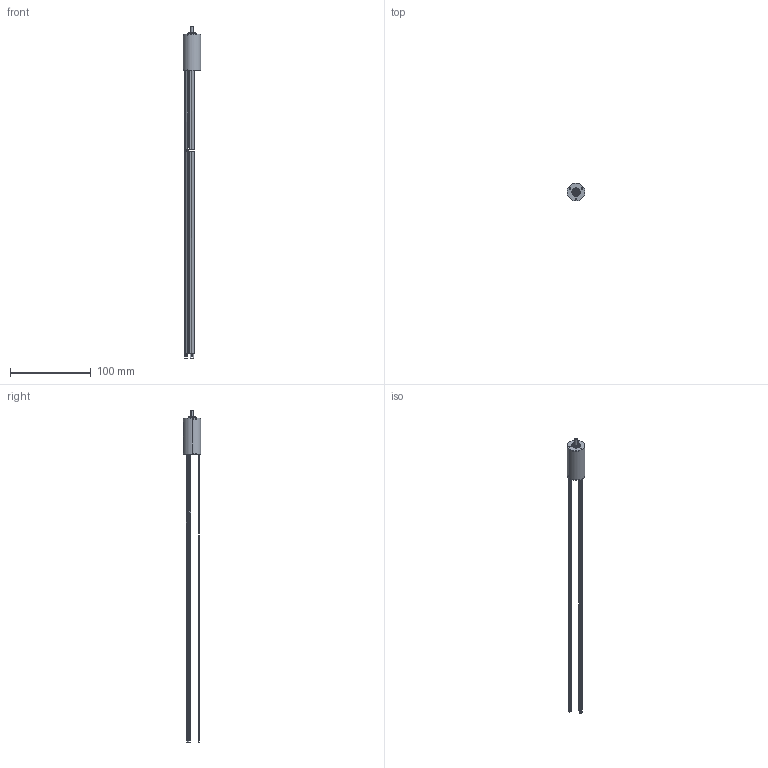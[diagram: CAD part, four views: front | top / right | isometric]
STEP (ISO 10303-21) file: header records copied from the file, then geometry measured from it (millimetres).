
FILE_DESCRIPTION((''),'2;1');
FILE_NAME('22ECS45_ASM','2015-12-01T',('vinayak.bharmal'),(''),'PRO/ENGINEER BY PARAMETRIC TECHNOLOGY CORPORATION, 2014310','PRO/ENGINEER BY PARAMETRIC TECHNOLOGY CORPORATION, 2014310','');
FILE_SCHEMA(('CONFIG_CONTROL_DESIGN'));
Length unit declared in the file: millimetre
Products named in the file (1): 22ECS45_ASM
Bounding box: 22 x 22.15 x 410.4 mm (x, y, z)
Volume: 21026.2 mm3; surface area: 18488.8 mm2
Topology: 11 solids, 22 shells, 350 faces, 865 edges, 541 vertices
Faces by surface type: cylinder 170, plane 68, torus 66, extrusion 20, sphere 12, cone 12, bspline 2
Entity records: 20368 total; most frequent: CARTESIAN_POINT 11953, DIRECTION 1872, ORIENTED_EDGE 1640, EDGE_CURVE 835, AXIS2_PLACEMENT_3D 815, VERTEX_POINT 541, CIRCLE 486, EDGE_LOOP 413
